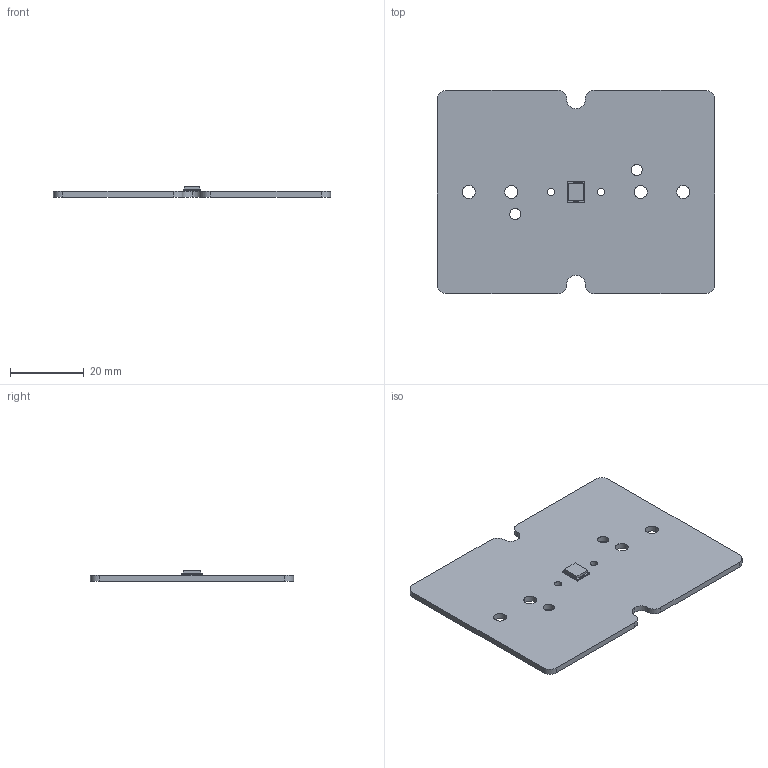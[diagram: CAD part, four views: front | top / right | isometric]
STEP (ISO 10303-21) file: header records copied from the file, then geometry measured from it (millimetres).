
FILE_DESCRIPTION(('KiCad electronic assembly'),'2;1');
FILE_NAME('AstraBeamLED-3D.step','2024-11-08T21:42:36',('Pcbnew'),( 'Kicad'),'Open CASCADE STEP processor 7.6','KiCad to STEP converter' ,'Unknown');
FILE_SCHEMA(('AUTOMOTIVE_DESIGN { 1 0 10303 214 1 1 1 1 }'));
Length unit declared in the file: millimetre
Products named in the file (4): AstraBeamLED-3D 1; LED_LERTDCY_S2WN; LED_LERTDCY_S2WN v1; kibot_5dd_yuwz_PCB
Assembly tree (3 placements, depth 3):
  AstraBeamLED-3D 1
    LED_LERTDCY_S2WN
      LED_LERTDCY_S2WN v1
    kibot_5dd_yuwz_PCB
Bounding box: 75 x 55 x 2.91 mm (x, y, z)
Volume: 6469.6 mm3; surface area: 8651.2 mm2
Topology: 2 solids, 2 shells, 147 faces, 399 edges, 266 vertices
Faces by surface type: plane 115, cylinder 32
Full cylindrical faces by diameter (mm): 2 x2, 3 x2, 3.5 x4
Entity records: 4711 total; most frequent: CARTESIAN_POINT 816, ORIENTED_EDGE 798, DIRECTION 765, EDGE_CURVE 399, LINE 335, VECTOR 335, VERTEX_POINT 266, AXIS2_PLACEMENT_3D 215
